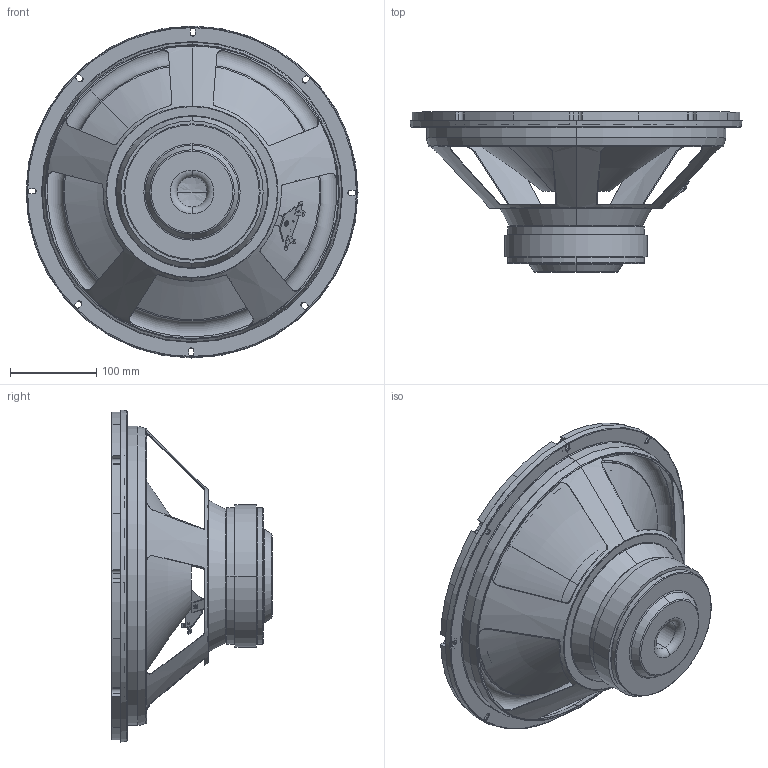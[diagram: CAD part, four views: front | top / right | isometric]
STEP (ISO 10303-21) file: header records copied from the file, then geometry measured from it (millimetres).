
FILE_DESCRIPTION (( 'STEP AP203' ), '1' );
FILE_NAME ('089-15FHWX8.STEP', '2023-04-20T12:03:55', ( '微软用户' ), ( '微软中国' ), 'SwSTEP 2.0', 'SolidWorks 2020', '' );
FILE_SCHEMA (( 'CONFIG_CONTROL_DESIGN' ));
Length unit declared in the file: millimetre
Products named in the file (1): 089-15FHWX8
Bounding box: 384.99 x 185.57 x 384.99 mm (x, y, z)
Surface area: 639530.3 mm2 (no closed solid volume)
Topology: 0 solids, 15 shells, 310 faces, 1048 edges, 728 vertices
Faces by surface type: cylinder 136, plane 105, torus 44, cone 22, bspline 3
Entity records: 12314 total; most frequent: CARTESIAN_POINT 3022, DIRECTION 1993, ORIENTED_EDGE 1749, EDGE_CURVE 1046, VERTEX_POINT 728, AXIS2_PLACEMENT_3D 713, VECTOR 567, LINE 567
